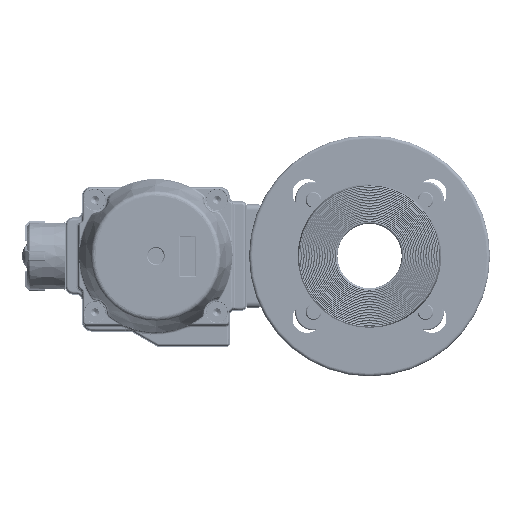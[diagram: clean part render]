
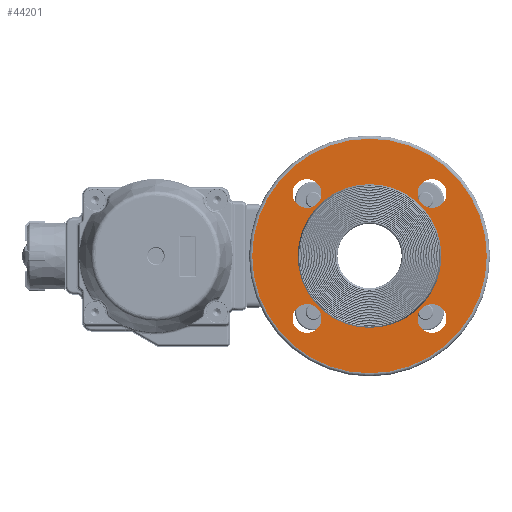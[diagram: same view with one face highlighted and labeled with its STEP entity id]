
A CAD part, left-side view. The second image highlights one B-rep face of the part: STEP entity #44201.
In plain terms, the highlighted planar face has unit normal (-1, 0, 0).
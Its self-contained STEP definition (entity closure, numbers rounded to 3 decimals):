
#7869=PLANE('',#47609);
#10934=ORIENTED_EDGE('',*,*,#23663,.T.);
#10935=ORIENTED_EDGE('',*,*,#23664,.F.);
#10936=ORIENTED_EDGE('',*,*,#23665,.F.);
#10937=ORIENTED_EDGE('',*,*,#23666,.F.);
#10938=ORIENTED_EDGE('',*,*,#23667,.F.);
#10939=ORIENTED_EDGE('',*,*,#23668,.F.);
#23663=EDGE_CURVE('',#29994,#29994,#33846,.T.);
#23664=EDGE_CURVE('',#29995,#29995,#33847,.T.);
#23665=EDGE_CURVE('',#29996,#29996,#33848,.T.);
#23666=EDGE_CURVE('',#29997,#29997,#33849,.T.);
#23667=EDGE_CURVE('',#29998,#29998,#33850,.T.);
#23668=EDGE_CURVE('',#29999,#29999,#33851,.T.);
#29994=VERTEX_POINT('',#91648);
#29995=VERTEX_POINT('',#91650);
#29996=VERTEX_POINT('',#91652);
#29997=VERTEX_POINT('',#91654);
#29998=VERTEX_POINT('',#91656);
#29999=VERTEX_POINT('',#91658);
#33846=CIRCLE('',#47610,73.);
#33847=CIRCLE('',#47611,44.75);
#33848=CIRCLE('',#47612,9.);
#33849=CIRCLE('',#47613,9.);
#33850=CIRCLE('',#47614,9.);
#33851=CIRCLE('',#47615,9.);
#36380=EDGE_LOOP('',(#10934));
#36381=EDGE_LOOP('',(#10935));
#36382=EDGE_LOOP('',(#10936));
#36383=EDGE_LOOP('',(#10937));
#36384=EDGE_LOOP('',(#10938));
#36385=EDGE_LOOP('',(#10939));
#40001=FACE_BOUND('',#36380,.T.);
#40002=FACE_BOUND('',#36381,.T.);
#40003=FACE_BOUND('',#36382,.T.);
#40004=FACE_BOUND('',#36383,.T.);
#40005=FACE_BOUND('',#36384,.T.);
#40006=FACE_BOUND('',#36385,.T.);
#44201=ADVANCED_FACE('',(#40001,#40002,#40003,#40004,#40005,#40006),#7869,
 .F.);
#47609=AXIS2_PLACEMENT_3D('',#91646,#53354,#53355);
#47610=AXIS2_PLACEMENT_3D('',#91647,#53356,#53357);
#47611=AXIS2_PLACEMENT_3D('',#91649,#53358,#53359);
#47612=AXIS2_PLACEMENT_3D('',#91651,#53360,#53361);
#47613=AXIS2_PLACEMENT_3D('',#91653,#53362,#53363);
#47614=AXIS2_PLACEMENT_3D('',#91655,#53364,#53365);
#47615=AXIS2_PLACEMENT_3D('',#91657,#53366,#53367);
#53354=DIRECTION('',(1.,0.,0.));
#53355=DIRECTION('',(0.,0.,-1.));
#53356=DIRECTION('',(-1.,0.,0.));
#53357=DIRECTION('',(0.,0.,1.));
#53358=DIRECTION('',(-1.,0.,0.));
#53359=DIRECTION('',(0.,0.,1.));
#53360=DIRECTION('',(-1.,0.,0.));
#53361=DIRECTION('',(0.,0.,1.));
#53362=DIRECTION('',(-1.,0.,0.));
#53363=DIRECTION('',(0.,0.,1.));
#53364=DIRECTION('',(-1.,0.,0.));
#53365=DIRECTION('',(0.,0.,1.));
#53366=DIRECTION('',(-1.,0.,0.));
#53367=DIRECTION('',(0.,0.,1.));
#91646=CARTESIAN_POINT('',(3.8,44.75,0.));
#91647=CARTESIAN_POINT('',(3.8,0.,0.));
#91648=CARTESIAN_POINT('',(3.8,0.,73.));
#91649=CARTESIAN_POINT('',(3.8,0.,0.));
#91650=CARTESIAN_POINT('',(3.8,0.,44.75));
#91651=CARTESIAN_POINT('',(3.8,38.891,38.891));
#91652=CARTESIAN_POINT('',(3.8,38.891,47.891));
#91653=CARTESIAN_POINT('',(3.8,-38.891,38.891));
#91654=CARTESIAN_POINT('',(3.8,-38.891,47.891));
#91655=CARTESIAN_POINT('',(3.8,-38.891,-38.891));
#91656=CARTESIAN_POINT('',(3.8,-38.891,-29.891));
#91657=CARTESIAN_POINT('',(3.8,38.891,-38.891));
#91658=CARTESIAN_POINT('',(3.8,38.891,-29.891));
